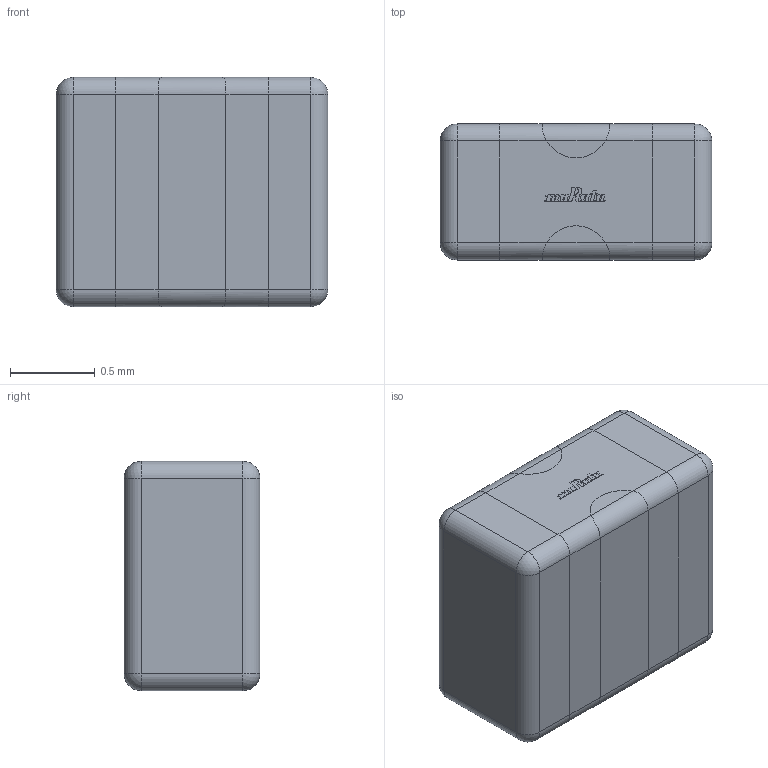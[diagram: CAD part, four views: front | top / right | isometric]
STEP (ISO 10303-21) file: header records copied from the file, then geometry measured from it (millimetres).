
FILE_DESCRIPTION(/* description */ (''),/* implementation_level */ '2;1');
FILE_NAME(/* name */ '1.stp',/* time_stamp */ '2021-09-01T11:44:00+02:00',/* author */ ('Karim'),/* organization */ (''),/* preprocessor_version */ 'ST-DEVELOPER v15.6',/* originating_system */ 'Autodesk Inventor 2015',/* authorisation */ '');
FILE_SCHEMA (('AUTOMOTIVE_DESIGN { 1 0 10303 214 3 1 1 }'));
Products named in the file (5): 1; 2; Murata Logo 3; 3
Bounding box: 1.6 x 0.8 x 1.35 mm (x, y, z)
Volume: 1.7 mm3; surface area: 16.2 mm2
Topology: 6 solids, 6 shells, 229 faces, 627 edges, 410 vertices
Faces by surface type: cylinder 116, plane 105, sphere 8
Entity records: 7545 total; most frequent: CARTESIAN_POINT 1419, DIRECTION 1303, ORIENTED_EDGE 1254, EDGE_CURVE 627, AXIS2_PLACEMENT_3D 454, VERTEX_POINT 410, LINE 395, VECTOR 395
